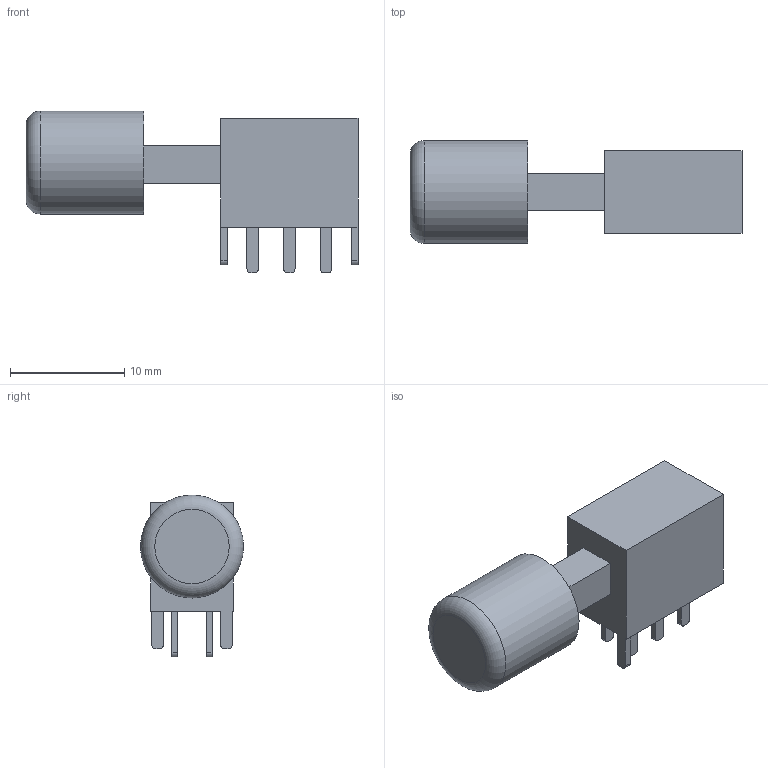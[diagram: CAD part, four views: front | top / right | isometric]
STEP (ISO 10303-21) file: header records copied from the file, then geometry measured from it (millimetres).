
FILE_DESCRIPTION(('FreeCAD Model'),'2;1');
FILE_NAME('PS_22F43_L_cp.step', '2019-11-01T14:44:00',('kicad StepUp'),('ksu MCAD'), 'Open CASCADE STEP processor 7.3','FreeCAD','Unknown');
FILE_SCHEMA(('AUTOMOTIVE_DESIGN { 1 0 10303 214 1 1 1 1 }'));
Length unit declared in the file: millimetre
Products named in the file (1): PS_22F43_L_cp
Bounding box: 29 x 9 x 14.15 mm (x, y, z)
Volume: 1324.5 mm3; surface area: 1356.8 mm2
Topology: 8 solids, 8 shells, 89 faces, 424 edges, 571 vertices
Faces by surface type: plane 68, cylinder 20, torus 1
Full cylindrical faces by diameter (mm): 7.892 x1, 9 x1
Entity records: 4933 total; most frequent: CARTESIAN_POINT 1085, DIRECTION 696, ORIENTED_EDGE 416, LINE 332, VECTOR 332, GEOMETRIC_CURVE_SET 216, TRIMMED_CURVE 216, EDGE_CURVE 208
